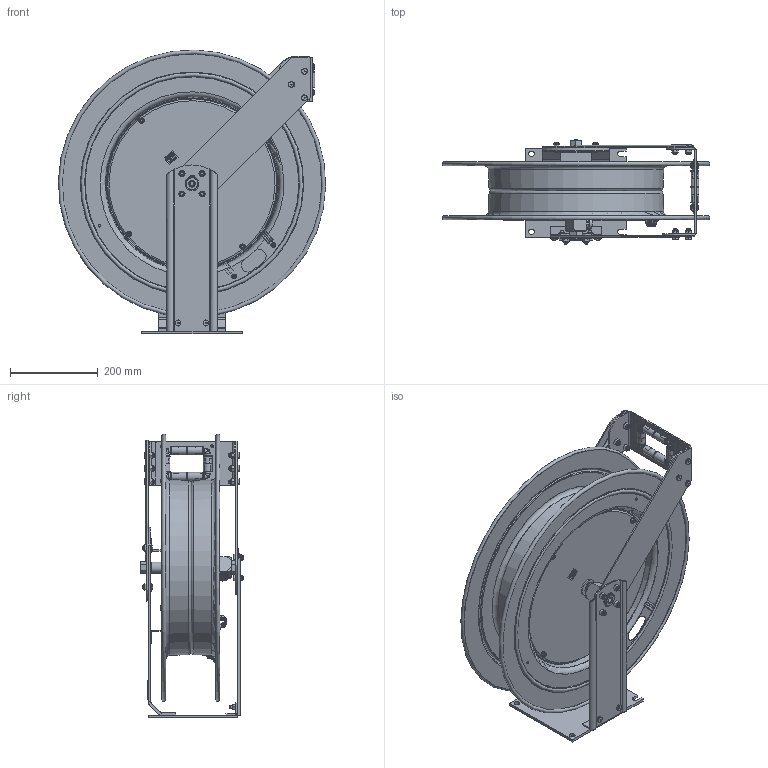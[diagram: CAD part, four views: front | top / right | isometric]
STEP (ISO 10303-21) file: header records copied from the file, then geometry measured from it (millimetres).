
FILE_DESCRIPTION(/* description */ (''),/* implementation_level */ '2;1');
FILE_NAME(/* name */ 'TSHL-N-3100_SHARED.stp',/* time_stamp */ '2020-01-24T14:30:41-07:00',/* author */ ('NMelton'),/* organization */ (''),/* preprocessor_version */ 'ST-DEVELOPER v17',/* originating_system */ 'Autodesk Inventor 2019',/* authorisation */ '');
FILE_SCHEMA (('AUTOMOTIVE_DESIGN { 1 0 10303 214 3 1 1 }'));
Products named in the file (1): TSHL-N-3100_SHARED
Bounding box: 609.44 x 237.12 x 647.37 mm (x, y, z)
Surface area: 2111061.1 mm2 (no closed solid volume)
Topology: 0 solids, 219 shells, 2594 faces, 12078 edges, 9368 vertices
Faces by surface type: plane 1301, cylinder 621, bspline 299, cone 251, torus 97, sphere 25
Full cylindrical faces by diameter (mm): 1.981 x2, 2.159 x1, 2.54 x1, 3.048 x1, 4.699 x4, 4.826 x2, 5.588 x5, 6.35 x8, 7.938 x12, 8.636 x4, 9.525 x2, 10.414 x1, 11.43 x12, 12.192 x16, 12.7 x2, 15.875 x1, 19.05 x7, 25.324 x1, 25.362 x1, 26.314 x1, 27.94 x2, 28.448 x1, 29.134 x1, 30.15 x2, 35.052 x1, 39.624 x1, 385.064 x1, 387.35 x1, 390.388 x1
Entity records: 130135 total; most frequent: CARTESIAN_POINT 37438, ORIENTED_EDGE 16894, DIRECTION 16681, EDGE_CURVE 12047, VERTEX_POINT 9368, LINE 6451, VECTOR 6451, AXIS2_PLACEMENT_3D 5115
